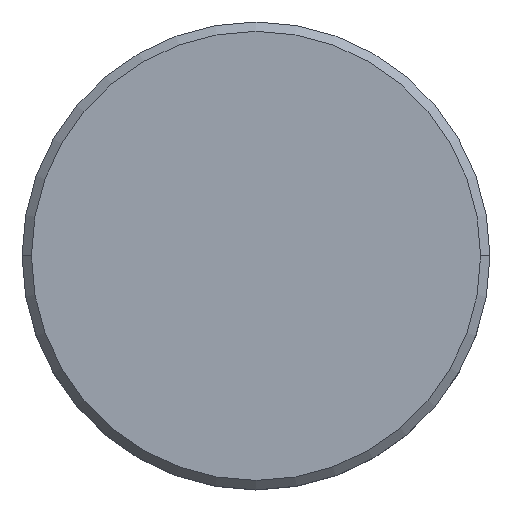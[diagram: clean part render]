
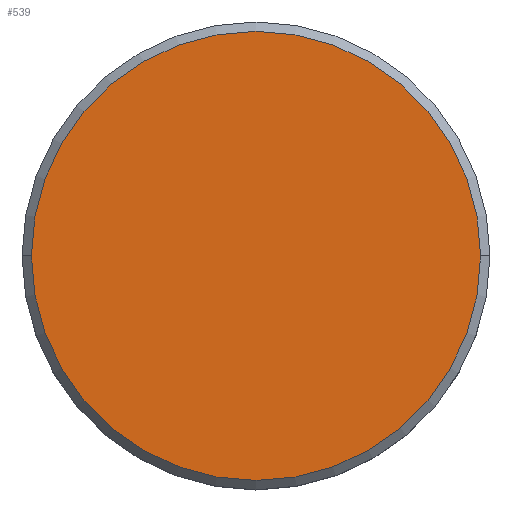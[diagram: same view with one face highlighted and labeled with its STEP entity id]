
A CAD part, top view. The second image highlights one B-rep face of the part: STEP entity #539.
In plain terms, the highlighted planar face has unit normal (0, 0, 1).
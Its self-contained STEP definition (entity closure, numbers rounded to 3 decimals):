
#293 = DIRECTION ( 'NONE',  ( 1., 0., 0. ) ) ;
#296 = CARTESIAN_POINT ( 'NONE',  ( -12., 0., 0. ) ) ;
#345 = DIRECTION ( 'NONE',  ( 0., 0., 1. ) ) ;
#357 = EDGE_CURVE ( 'NONE', #489, #824, #1132, .T. ) ;
#379 = ORIENTED_EDGE ( 'NONE', *, *, #357, .T. ) ;
#423 = AXIS2_PLACEMENT_3D ( 'NONE', #993, #437, #631 ) ;
#437 = DIRECTION ( 'NONE',  ( 0., 0., 1. ) ) ;
#439 = PLANE ( 'NONE',  #596 ) ;
#452 = DIRECTION ( 'NONE',  ( 0., 0., 1. ) ) ;
#489 = VERTEX_POINT ( 'NONE', #296 ) ;
#539 = ADVANCED_FACE ( 'NONE', ( #617 ), #439, .T. ) ;
#572 = CIRCLE ( 'NONE', #423, 12. ) ;
#596 = AXIS2_PLACEMENT_3D ( 'NONE', #1179, #345, #293 ) ;
#617 = FACE_OUTER_BOUND ( 'NONE', #767, .T. ) ;
#631 = DIRECTION ( 'NONE',  ( 1., 0., 0. ) ) ;
#725 = AXIS2_PLACEMENT_3D ( 'NONE', #745, #452, #1011 ) ;
#745 = CARTESIAN_POINT ( 'NONE',  ( 0., 0., 0. ) ) ;
#767 = EDGE_LOOP ( 'NONE', ( #379, #798 ) ) ;
#798 = ORIENTED_EDGE ( 'NONE', *, *, #823, .T. ) ;
#823 = EDGE_CURVE ( 'NONE', #824, #489, #572, .T. ) ;
#824 = VERTEX_POINT ( 'NONE', #979 ) ;
#979 = CARTESIAN_POINT ( 'NONE',  ( 12., 0., 0. ) ) ;
#993 = CARTESIAN_POINT ( 'NONE',  ( 0., 0., 0. ) ) ;
#1011 = DIRECTION ( 'NONE',  ( 1., 0., 0. ) ) ;
#1132 = CIRCLE ( 'NONE', #725, 12. ) ;
#1179 = CARTESIAN_POINT ( 'NONE',  ( 0., 0., 0. ) ) ;
